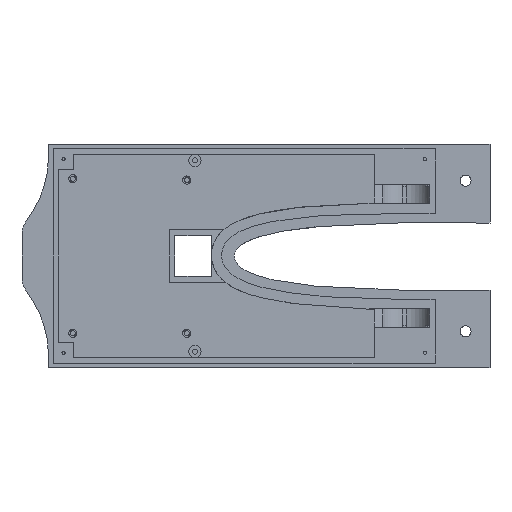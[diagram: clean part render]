
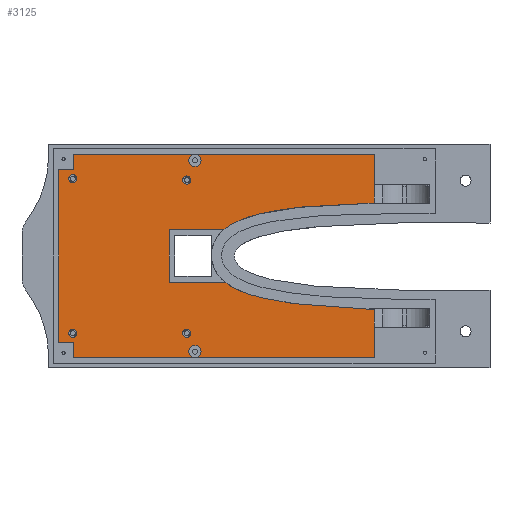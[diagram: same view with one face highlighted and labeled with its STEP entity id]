
A CAD part, front view. The second image highlights one B-rep face of the part: STEP entity #3125.
In plain terms, the highlighted planar face has unit normal (0, -1, 0).
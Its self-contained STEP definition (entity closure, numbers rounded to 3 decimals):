
#39=FACE_BOUND('',#472,.T.);
#40=FACE_BOUND('',#473,.T.);
#41=FACE_BOUND('',#474,.T.);
#42=FACE_BOUND('',#475,.T.);
#70=B_SPLINE_CURVE_WITH_KNOTS('',3,(#4754,#4755,#4756,#4757,#4758,#4759,
#4760,#4761,#4762,#4763,#4764,#4765,#4766),.UNSPECIFIED.,.F.,.F.,(4,3,3,
3,4),(0.066,0.108,0.177,0.29,
0.38),.UNSPECIFIED.);
#71=B_SPLINE_CURVE_WITH_KNOTS('',3,(#4818,#4819,#4820,#4821,#4822,#4823,
#4824,#4825,#4826,#4827,#4828,#4829,#4830,#4831,#4832,#4833),
 .UNSPECIFIED.,.F.,.F.,(4,3,3,3,3,4),(0.622,0.717,
0.814,0.879,0.927,0.93),
 .UNSPECIFIED.);
#136=PLANE('',#3354);
#279=FACE_OUTER_BOUND('',#471,.T.);
#471=EDGE_LOOP('',(#2477,#2478,#2479,#2480,#2481,#2482,#2483,#2484,#2485,
#2486,#2487,#2488,#2489,#2490,#2491,#2492,#2493,#2494));
#472=EDGE_LOOP('',(#2495));
#473=EDGE_LOOP('',(#2496));
#474=EDGE_LOOP('',(#2497));
#475=EDGE_LOOP('',(#2498));
#597=CIRCLE('',#3250,3.);
#599=CIRCLE('',#3253,3.);
#627=CIRCLE('',#3344,3.);
#633=CIRCLE('',#3355,3.);
#634=CIRCLE('',#3356,3.);
#635=CIRCLE('',#3357,3.);
#636=CIRCLE('',#3358,2.);
#637=CIRCLE('',#3359,2.);
#638=CIRCLE('',#3360,2.);
#639=CIRCLE('',#3361,2.);
#711=LINE('',#4444,#1037);
#714=LINE('',#4455,#1040);
#717=LINE('',#4461,#1043);
#777=LINE('',#4893,#1103);
#879=LINE('',#5248,#1205);
#880=LINE('',#5249,#1206);
#881=LINE('',#5251,#1207);
#882=LINE('',#5254,#1208);
#883=LINE('',#5257,#1209);
#884=LINE('',#5258,#1210);
#1037=VECTOR('',#3561,10.);
#1040=VECTOR('',#3566,10.);
#1043=VECTOR('',#3571,10.);
#1103=VECTOR('',#3675,10.);
#1205=VECTOR('',#3919,10.);
#1206=VECTOR('',#3920,10.);
#1207=VECTOR('',#3923,10.);
#1208=VECTOR('',#3926,10.);
#1209=VECTOR('',#3929,10.);
#1210=VECTOR('',#3930,10.);
#1346=VERTEX_POINT('',#4386);
#1348=VERTEX_POINT('',#4390);
#1350=VERTEX_POINT('',#4395);
#1352=VERTEX_POINT('',#4399);
#1365=VERTEX_POINT('',#4442);
#1366=VERTEX_POINT('',#4443);
#1369=VERTEX_POINT('',#4454);
#1371=VERTEX_POINT('',#4460);
#1422=VERTEX_POINT('',#4752);
#1423=VERTEX_POINT('',#4817);
#1434=VERTEX_POINT('',#4888);
#1436=VERTEX_POINT('',#4892);
#1526=VERTEX_POINT('',#5229);
#1530=VERTEX_POINT('',#5247);
#1531=VERTEX_POINT('',#5252);
#1532=VERTEX_POINT('',#5256);
#1533=VERTEX_POINT('',#5259);
#1534=VERTEX_POINT('',#5261);
#1535=VERTEX_POINT('',#5263);
#1536=VERTEX_POINT('',#5265);
#1641=EDGE_CURVE('',#1346,#1348,#597,.T.);
#1645=EDGE_CURVE('',#1350,#1352,#599,.T.);
#1662=EDGE_CURVE('',#1365,#1366,#711,.T.);
#1666=EDGE_CURVE('',#1366,#1369,#714,.T.);
#1669=EDGE_CURVE('',#1369,#1371,#717,.T.);
#1734=EDGE_CURVE('',#1371,#1422,#70,.T.);
#1735=EDGE_CURVE('',#1423,#1365,#71,.T.);
#1750=EDGE_CURVE('',#1436,#1434,#777,.T.);
#1876=EDGE_CURVE('',#1526,#1436,#627,.T.);
#1885=EDGE_CURVE('',#1422,#1530,#879,.T.);
#1886=EDGE_CURVE('',#1530,#1352,#880,.T.);
#1887=EDGE_CURVE('',#1352,#1350,#633,.T.);
#1888=EDGE_CURVE('',#1352,#1526,#881,.T.);
#1889=EDGE_CURVE('',#1434,#1531,#634,.T.);
#1890=EDGE_CURVE('',#1531,#1348,#882,.T.);
#1891=EDGE_CURVE('',#1348,#1346,#635,.T.);
#1892=EDGE_CURVE('',#1348,#1532,#883,.T.);
#1893=EDGE_CURVE('',#1532,#1423,#884,.T.);
#1894=EDGE_CURVE('',#1533,#1533,#636,.T.);
#1895=EDGE_CURVE('',#1534,#1534,#637,.T.);
#1896=EDGE_CURVE('',#1535,#1535,#638,.T.);
#1897=EDGE_CURVE('',#1536,#1536,#639,.T.);
#2477=ORIENTED_EDGE('',*,*,#1669,.T.);
#2478=ORIENTED_EDGE('',*,*,#1734,.T.);
#2479=ORIENTED_EDGE('',*,*,#1885,.T.);
#2480=ORIENTED_EDGE('',*,*,#1886,.T.);
#2481=ORIENTED_EDGE('',*,*,#1887,.T.);
#2482=ORIENTED_EDGE('',*,*,#1645,.T.);
#2483=ORIENTED_EDGE('',*,*,#1888,.T.);
#2484=ORIENTED_EDGE('',*,*,#1876,.T.);
#2485=ORIENTED_EDGE('',*,*,#1750,.T.);
#2486=ORIENTED_EDGE('',*,*,#1889,.T.);
#2487=ORIENTED_EDGE('',*,*,#1890,.T.);
#2488=ORIENTED_EDGE('',*,*,#1891,.T.);
#2489=ORIENTED_EDGE('',*,*,#1641,.T.);
#2490=ORIENTED_EDGE('',*,*,#1892,.T.);
#2491=ORIENTED_EDGE('',*,*,#1893,.T.);
#2492=ORIENTED_EDGE('',*,*,#1735,.T.);
#2493=ORIENTED_EDGE('',*,*,#1662,.T.);
#2494=ORIENTED_EDGE('',*,*,#1666,.T.);
#2495=ORIENTED_EDGE('',*,*,#1894,.T.);
#2496=ORIENTED_EDGE('',*,*,#1895,.T.);
#2497=ORIENTED_EDGE('',*,*,#1896,.T.);
#2498=ORIENTED_EDGE('',*,*,#1897,.T.);
#3125=ADVANCED_FACE('',(#279,#39,#40,#41,#42),#136,.F.);
#3250=AXIS2_PLACEMENT_3D('',#4392,#3525,#3526);
#3253=AXIS2_PLACEMENT_3D('',#4401,#3533,#3534);
#3344=AXIS2_PLACEMENT_3D('',#5230,#3894,#3895);
#3354=AXIS2_PLACEMENT_3D('',#5246,#3917,#3918);
#3355=AXIS2_PLACEMENT_3D('',#5250,#3921,#3922);
#3356=AXIS2_PLACEMENT_3D('',#5253,#3924,#3925);
#3357=AXIS2_PLACEMENT_3D('',#5255,#3927,#3928);
#3358=AXIS2_PLACEMENT_3D('',#5260,#3931,#3932);
#3359=AXIS2_PLACEMENT_3D('',#5262,#3933,#3934);
#3360=AXIS2_PLACEMENT_3D('',#5264,#3935,#3936);
#3361=AXIS2_PLACEMENT_3D('',#5266,#3937,#3938);
#3525=DIRECTION('center_axis',(0.,1.,0.));
#3526=DIRECTION('ref_axis',(1.,0.,0.));
#3533=DIRECTION('center_axis',(0.,1.,0.));
#3534=DIRECTION('ref_axis',(1.,0.,0.));
#3561=DIRECTION('',(-1.,0.,0.));
#3566=DIRECTION('',(0.,0.,1.));
#3571=DIRECTION('',(1.,0.,0.));
#3675=DIRECTION('',(0.,0.,-1.));
#3894=DIRECTION('center_axis',(0.,1.,0.));
#3895=DIRECTION('ref_axis',(1.,0.,0.));
#3917=DIRECTION('center_axis',(0.,1.,0.));
#3918=DIRECTION('ref_axis',(1.,0.,0.));
#3919=DIRECTION('',(0.,0.,1.));
#3920=DIRECTION('',(-1.,0.,0.));
#3921=DIRECTION('center_axis',(0.,1.,0.));
#3922=DIRECTION('ref_axis',(1.,0.,0.));
#3923=DIRECTION('',(-1.,0.,0.));
#3924=DIRECTION('center_axis',(0.,1.,0.));
#3925=DIRECTION('ref_axis',(1.,0.,0.));
#3926=DIRECTION('',(1.,0.,0.));
#3927=DIRECTION('center_axis',(0.,1.,0.));
#3928=DIRECTION('ref_axis',(1.,0.,0.));
#3929=DIRECTION('',(1.,0.,0.));
#3930=DIRECTION('',(0.,0.,1.));
#3931=DIRECTION('center_axis',(0.,1.,0.));
#3932=DIRECTION('ref_axis',(1.,0.,0.));
#3933=DIRECTION('center_axis',(0.,1.,0.));
#3934=DIRECTION('ref_axis',(1.,0.,0.));
#3935=DIRECTION('center_axis',(0.,1.,0.));
#3936=DIRECTION('ref_axis',(1.,0.,0.));
#3937=DIRECTION('center_axis',(0.,1.,0.));
#3938=DIRECTION('ref_axis',(1.,0.,0.));
#4386=CARTESIAN_POINT('',(69.,0.,8.));
#4390=CARTESIAN_POINT('',(72.,0.,5.));
#4392=CARTESIAN_POINT('Origin',(72.,0.,8.));
#4395=CARTESIAN_POINT('',(69.,0.,102.));
#4399=CARTESIAN_POINT('',(72.,0.,105.));
#4401=CARTESIAN_POINT('Origin',(72.,0.,102.));
#4442=CARTESIAN_POINT('',(86.866,0.,42.2));
#4443=CARTESIAN_POINT('',(59.287,0.,42.2));
#4444=CARTESIAN_POINT('',(84.643,0.,42.2));
#4454=CARTESIAN_POINT('',(59.287,0.,67.8));
#4455=CARTESIAN_POINT('',(59.287,0.,61.4));
#4460=CARTESIAN_POINT('',(86.105,0.,67.8));
#4461=CARTESIAN_POINT('',(98.052,0.,67.8));
#4752=CARTESIAN_POINT('',(160.,0.,80.994));
#4754=CARTESIAN_POINT('Ctrl Pts',(86.105,0.,67.8));
#4755=CARTESIAN_POINT('Ctrl Pts',(88.128,0.,69.57));
#4756=CARTESIAN_POINT('Ctrl Pts',(90.318,0.,70.846));
#4757=CARTESIAN_POINT('Ctrl Pts',(92.638,0.,71.938));
#4758=CARTESIAN_POINT('Ctrl Pts',(96.417,0.,73.716));
#4759=CARTESIAN_POINT('Ctrl Pts',(100.612,0.,74.988));
#4760=CARTESIAN_POINT('Ctrl Pts',(105.347,0.,76.064));
#4761=CARTESIAN_POINT('Ctrl Pts',(113.134,0.,77.833));
#4762=CARTESIAN_POINT('Ctrl Pts',(122.384,0.,79.007));
#4763=CARTESIAN_POINT('Ctrl Pts',(132.852,0.,79.803));
#4764=CARTESIAN_POINT('Ctrl Pts',(141.218,0.,80.44));
#4765=CARTESIAN_POINT('Ctrl Pts',(150.348,0.,80.822));
#4766=CARTESIAN_POINT('Ctrl Pts',(160.,0.,80.994));
#4817=CARTESIAN_POINT('',(160.,0.,28.767));
#4818=CARTESIAN_POINT('Ctrl Pts',(160.,0.,28.767));
#4819=CARTESIAN_POINT('Ctrl Pts',(149.749,0.,29.066));
#4820=CARTESIAN_POINT('Ctrl Pts',(140.083,0.,29.6));
#4821=CARTESIAN_POINT('Ctrl Pts',(131.293,0.,30.415));
#4822=CARTESIAN_POINT('Ctrl Pts',(122.481,0.,31.233));
#4823=CARTESIAN_POINT('Ctrl Pts',(114.555,0.,32.326));
#4824=CARTESIAN_POINT('Ctrl Pts',(107.681,0.,33.817));
#4825=CARTESIAN_POINT('Ctrl Pts',(103.,0.,34.832));
#4826=CARTESIAN_POINT('Ctrl Pts',(98.808,0.,36.019));
#4827=CARTESIAN_POINT('Ctrl Pts',(95.039,0.,37.564));
#4828=CARTESIAN_POINT('Ctrl Pts',(92.256,0.,38.704));
#4829=CARTESIAN_POINT('Ctrl Pts',(89.687,0.,40.026));
#4830=CARTESIAN_POINT('Ctrl Pts',(87.303,0.,41.857));
#4831=CARTESIAN_POINT('Ctrl Pts',(87.157,0.,41.969));
#4832=CARTESIAN_POINT('Ctrl Pts',(87.011,0.,42.083));
#4833=CARTESIAN_POINT('Ctrl Pts',(86.866,0.,42.2));
#4888=CARTESIAN_POINT('',(5.,0.,8.));
#4892=CARTESIAN_POINT('',(5.,0.,102.));
#4893=CARTESIAN_POINT('',(5.,0.,30.));
#5229=CARTESIAN_POINT('',(8.,0.,105.));
#5230=CARTESIAN_POINT('Origin',(8.,0.,102.));
#5246=CARTESIAN_POINT('Origin',(110.,0.,55.));
#5247=CARTESIAN_POINT('',(160.,0.,105.));
#5248=CARTESIAN_POINT('',(160.,0.,80.));
#5249=CARTESIAN_POINT('',(57.5,0.,105.));
#5250=CARTESIAN_POINT('Origin',(72.,0.,102.));
#5251=CARTESIAN_POINT('',(57.5,0.,105.));
#5252=CARTESIAN_POINT('',(8.,0.,5.));
#5253=CARTESIAN_POINT('Origin',(8.,0.,8.));
#5254=CARTESIAN_POINT('',(135.,0.,5.));
#5255=CARTESIAN_POINT('Origin',(72.,0.,8.));
#5256=CARTESIAN_POINT('',(160.,0.,5.));
#5257=CARTESIAN_POINT('',(135.,0.,5.));
#5258=CARTESIAN_POINT('',(160.,0.,41.884));
#5259=CARTESIAN_POINT('',(10.,0.,17.));
#5260=CARTESIAN_POINT('Origin',(12.,0.,17.));
#5261=CARTESIAN_POINT('',(66.,0.,17.));
#5262=CARTESIAN_POINT('Origin',(68.,0.,17.));
#5263=CARTESIAN_POINT('',(10.,0.,93.));
#5264=CARTESIAN_POINT('Origin',(12.,0.,93.));
#5265=CARTESIAN_POINT('',(66.,0.,92.327));
#5266=CARTESIAN_POINT('Origin',(68.,0.,92.327));
